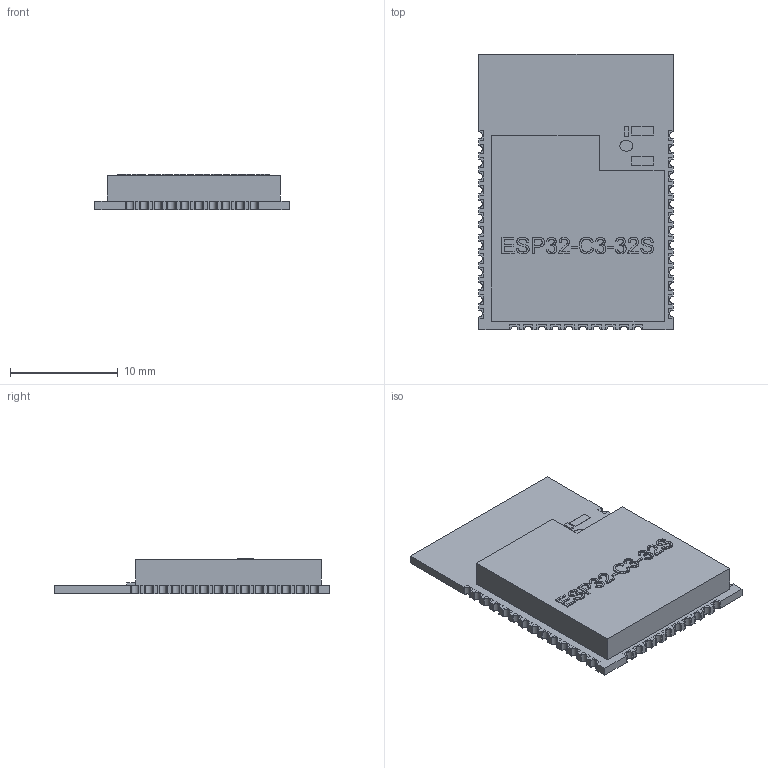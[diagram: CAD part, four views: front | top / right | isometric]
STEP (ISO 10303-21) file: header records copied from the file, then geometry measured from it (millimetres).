
FILE_DESCRIPTION(/* description */ (''),/* implementation_level */ '2;1');
FILE_NAME(/* name */ 'ESP32-C3-32S (C3FH4).step',/* time_stamp */ '2023-03-03T04:36:44+01:00',/* author */ (''),/* organization */ (''),/* preprocessor_version */ 'ST-DEVELOPER v19.2',/* originating_system */ 'Autodesk Translation Framework v11.17.0.187',/* authorisation */ '');
FILE_SCHEMA (('AUTOMOTIVE_DESIGN { 1 0 10303 214 3 1 1 }'));
Length unit declared in the file: millimetre
Products named in the file (2): ESP32-C3-32S; ESP32-C3-32S_1
Assembly tree (1 placements, depth 2):
  ESP32-C3-32S
    ESP32-C3-32S_1
Bounding box: 18 x 25.5 x 3.25 mm (x, y, z)
Volume: 960.6 mm3; surface area: 1791.1 mm2
Topology: 56 solids, 56 shells, 780 faces, 2004 edges, 1336 vertices
Faces by surface type: plane 527, bspline 215, cylinder 38
Entity records: 25436 total; most frequent: CARTESIAN_POINT 7778, ORIENTED_EDGE 4008, DIRECTION 2790, EDGE_CURVE 2004, LINE 1498, VECTOR 1498, VERTEX_POINT 1336, EDGE_LOOP 782
